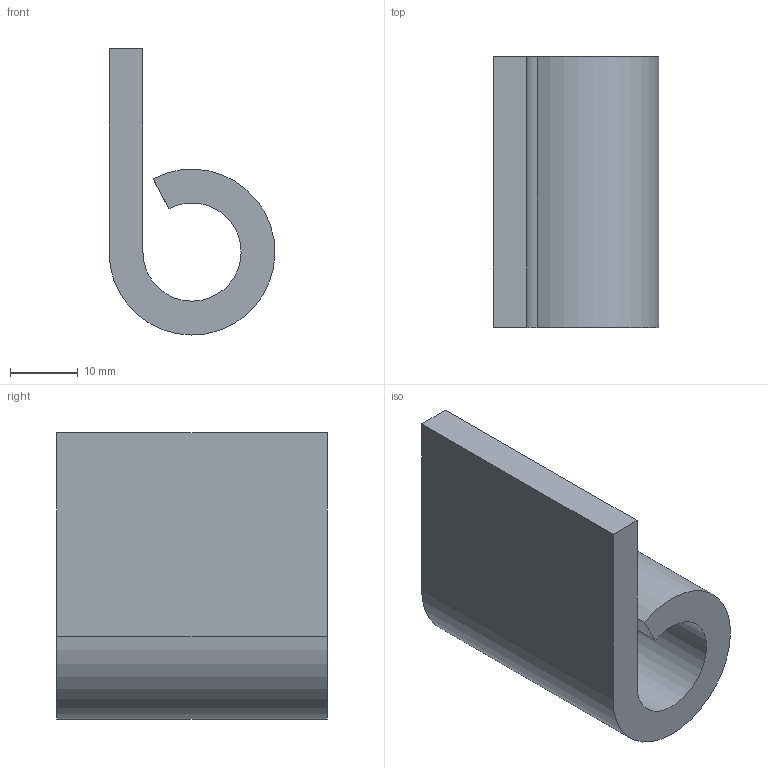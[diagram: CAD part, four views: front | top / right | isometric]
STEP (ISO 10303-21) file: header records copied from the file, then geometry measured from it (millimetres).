
FILE_DESCRIPTION (( 'STEP AP203' ), '1' );
FILE_NAME ('960-13-30.step', '2022-03-22T07:58:14', ( '' ), ( '' ), 'SwSTEP 2.0', 'SolidWorks 2018', '' );
FILE_SCHEMA (( 'CONFIG_CONTROL_DESIGN' ));
Length unit declared in the file: millimetre
Products named in the file (1): 960-13-30
Bounding box: 24.5 x 40 x 42.25 mm (x, y, z)
Volume: 16141.4 mm3; surface area: 7672.9 mm2
Topology: 1 solids, 1 shells, 224 faces, 594 edges, 396 vertices
Faces by surface type: bspline 112, plane 110, cylinder 2
Entity records: 12991 total; most frequent: CARTESIAN_POINT 8111, ORIENTED_EDGE 1188, DIRECTION 600, EDGE_CURVE 594, VERTEX_POINT 396, VECTOR 366, LINE 366, EDGE_LOOP 248
